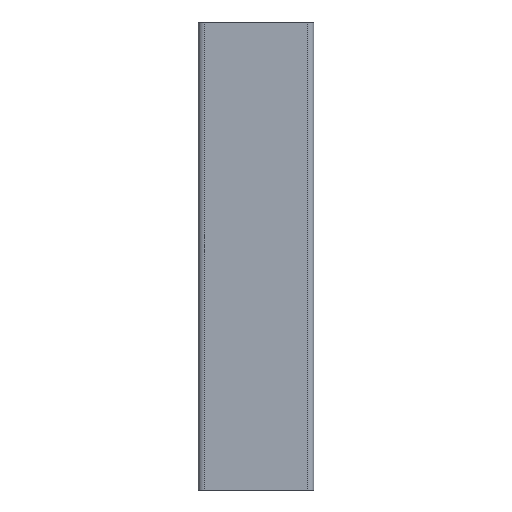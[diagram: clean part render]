
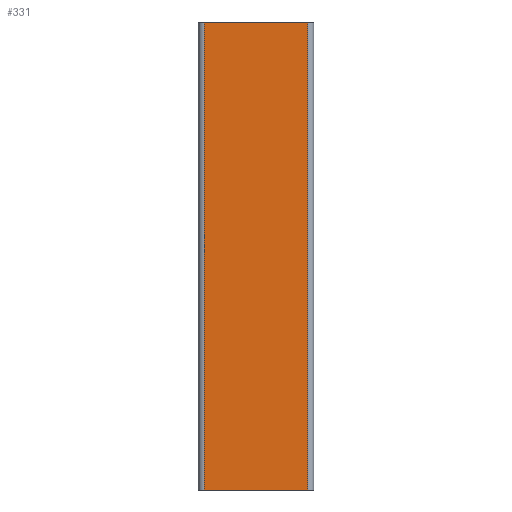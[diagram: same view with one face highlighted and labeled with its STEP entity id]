
A CAD part, front view. The second image highlights one B-rep face of the part: STEP entity #331.
In plain terms, the highlighted planar face has unit normal (0, -1, 0).
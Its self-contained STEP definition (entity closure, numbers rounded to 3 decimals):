
#41=FACE_OUTER_BOUND('',#63,.T.);
#63=EDGE_LOOP('',(#267,#268,#269,#270));
#76=LINE('',#506,#112);
#90=LINE('',#536,#126);
#92=LINE('',#542,#128);
#100=LINE('',#563,#136);
#112=VECTOR('',#405,10.);
#126=VECTOR('',#435,10.);
#128=VECTOR('',#443,10.);
#136=VECTOR('',#465,10.);
#148=VERTEX_POINT('',#503);
#149=VERTEX_POINT('',#505);
#157=VERTEX_POINT('',#535);
#158=VERTEX_POINT('',#541);
#173=EDGE_CURVE('',#148,#149,#76,.T.);
#189=EDGE_CURVE('',#157,#149,#90,.T.);
#192=EDGE_CURVE('',#158,#157,#92,.T.);
#203=EDGE_CURVE('',#158,#148,#100,.T.);
#267=ORIENTED_EDGE('',*,*,#173,.F.);
#268=ORIENTED_EDGE('',*,*,#203,.F.);
#269=ORIENTED_EDGE('',*,*,#192,.T.);
#270=ORIENTED_EDGE('',*,*,#189,.T.);
#310=PLANE('',#383);
#331=ADVANCED_FACE('',(#41),#310,.F.);
#383=AXIS2_PLACEMENT_3D('',#564,#466,#467);
#405=DIRECTION('',(0.,0.,-1.));
#435=DIRECTION('',(1.,0.,0.));
#443=DIRECTION('',(0.,0.,-1.));
#465=DIRECTION('',(1.,0.,0.));
#466=DIRECTION('center_axis',(0.,1.,0.));
#467=DIRECTION('ref_axis',(0.,0.,
-1.));
#503=CARTESIAN_POINT('',(31.375,-2.,300.));
#505=CARTESIAN_POINT('',(31.375,-2.,0.));
#506=CARTESIAN_POINT('',(31.375,-2.,150.));
#535=CARTESIAN_POINT('',(-34.789,-2.,0.));
#536=CARTESIAN_POINT('',(-58.452,-2.,0.));
#541=CARTESIAN_POINT('',(-34.789,-2.,300.));
#542=CARTESIAN_POINT('',(-34.789,-2.,150.));
#563=CARTESIAN_POINT('',(-58.452,-2.,300.));
#564=CARTESIAN_POINT('Origin',(-1.707,-2.,150.));
